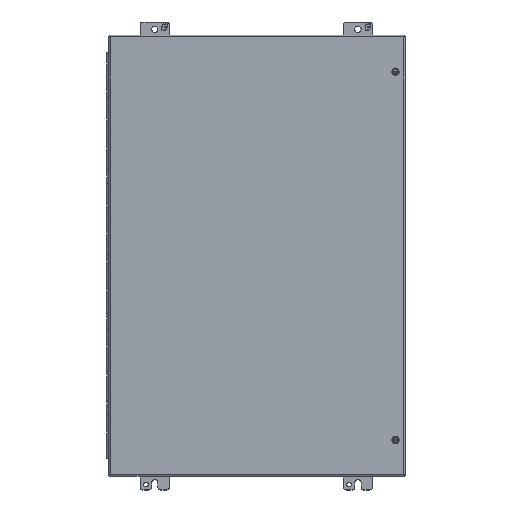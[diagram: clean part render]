
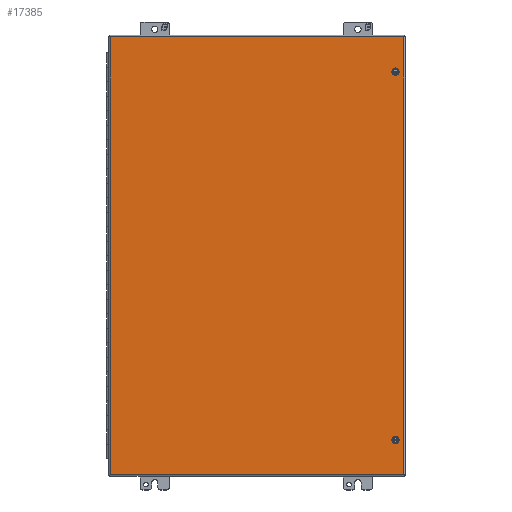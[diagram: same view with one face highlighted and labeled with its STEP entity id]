
A CAD part, top view. The second image highlights one B-rep face of the part: STEP entity #17385.
In plain terms, the highlighted planar face has unit normal (0, 0, 1).
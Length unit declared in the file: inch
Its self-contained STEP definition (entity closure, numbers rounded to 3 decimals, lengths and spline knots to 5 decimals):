
#441 = EDGE_CURVE ( 'NONE', #2700, #13202, #12007, .T. ) ;
#1059 = AXIS2_PLACEMENT_3D ( 'NONE', #25154, #6271, #1619 ) ;
#1362 = EDGE_CURVE ( 'NONE', #7102, #28494, #3203, .T. ) ;
#1452 = DIRECTION ( 'NONE',  ( 0., -1., 0. ) ) ;
#1619 = DIRECTION ( 'NONE',  ( 0., -1., 0. ) ) ;
#2508 = DIRECTION ( 'NONE',  ( -1., 0., 0. ) ) ;
#2633 = CARTESIAN_POINT ( 'NONE',  ( -10.05202, 15.0795, 9.172 ) ) ;
#2700 = VERTEX_POINT ( 'NONE', #10639 ) ;
#3129 = LINE ( 'NONE', #27094, #9667 ) ;
#3203 = LINE ( 'NONE', #16313, #25359 ) ;
#3233 = VERTEX_POINT ( 'NONE', #24997 ) ;
#3628 = CARTESIAN_POINT ( 'NONE',  ( 10.16998, -15.0795, 9.172 ) ) ;
#3630 = CARTESIAN_POINT ( 'NONE',  ( 9.58998, 12.8195, 9.172 ) ) ;
#3849 = CARTESIAN_POINT ( 'NONE',  ( 9.58998, 12.6865, 9.172 ) ) ;
#3926 = CARTESIAN_POINT ( 'NONE',  ( -10.05202, -15.0795, 9.172 ) ) ;
#4390 = CARTESIAN_POINT ( 'NONE',  ( -10.05202, -15.0795, 9.172 ) ) ;
#4644 = FACE_BOUND ( 'NONE', #16006, .T. ) ;
#5753 = AXIS2_PLACEMENT_3D ( 'NONE', #24576, #21940, #20122 ) ;
#5783 = VERTEX_POINT ( 'NONE', #3628 ) ;
#6271 = DIRECTION ( 'NONE',  ( 0., 0., 1. ) ) ;
#6471 = DIRECTION ( 'NONE',  ( 0., -1., 0. ) ) ;
#7102 = VERTEX_POINT ( 'NONE', #8566 ) ;
#7592 = CARTESIAN_POINT ( 'NONE',  ( 10.16998, -15.0795, 9.172 ) ) ;
#7703 = ORIENTED_EDGE ( 'NONE', *, *, #1362, .T. ) ;
#8566 = CARTESIAN_POINT ( 'NONE',  ( 10.16998, 15.0795, 9.172 ) ) ;
#9651 = ORIENTED_EDGE ( 'NONE', *, *, #27791, .T. ) ;
#9667 = VECTOR ( 'NONE', #15305, 39.37008 ) ;
#9711 = VERTEX_POINT ( 'NONE', #3926 ) ;
#10639 = CARTESIAN_POINT ( 'NONE',  ( 9.58998, -12.8195, 9.172 ) ) ;
#11934 = EDGE_CURVE ( 'NONE', #25169, #3233, #14574, .T. ) ;
#12007 = CIRCLE ( 'NONE', #5753, 0.133 ) ;
#12842 = ORIENTED_EDGE ( 'NONE', *, *, #20279, .T. ) ;
#13050 = EDGE_LOOP ( 'NONE', ( #23615, #27012 ) ) ;
#13202 = VERTEX_POINT ( 'NONE', #18305 ) ;
#13335 = CARTESIAN_POINT ( 'NONE',  ( 9.58998, -12.6865, 9.172 ) ) ;
#13894 = AXIS2_PLACEMENT_3D ( 'NONE', #3849, #27100, #29587 ) ;
#14407 = EDGE_CURVE ( 'NONE', #3233, #25169, #27333, .T. ) ;
#14574 = CIRCLE ( 'NONE', #13894, 0.133 ) ;
#15305 = DIRECTION ( 'NONE',  ( 1., 0., 0. ) ) ;
#15319 = DIRECTION ( 'NONE',  ( 0., 0., -1. ) ) ;
#15446 = LINE ( 'NONE', #7592, #18012 ) ;
#16006 = EDGE_LOOP ( 'NONE', ( #29607, #29318 ) ) ;
#16020 = CIRCLE ( 'NONE', #21976, 0.133 ) ;
#16313 = CARTESIAN_POINT ( 'NONE',  ( -10.05202, 15.0795, 9.172 ) ) ;
#16648 = FACE_OUTER_BOUND ( 'NONE', #28848, .T. ) ;
#17385 = ADVANCED_FACE ( 'NONE', ( #16648, #4644, #19189 ), #18059, .T. ) ;
#18012 = VECTOR ( 'NONE', #21425, 39.37008 ) ;
#18059 = PLANE ( 'NONE',  #1059 ) ;
#18305 = CARTESIAN_POINT ( 'NONE',  ( 9.58998, -12.5535, 9.172 ) ) ;
#18675 = EDGE_CURVE ( 'NONE', #5783, #7102, #15446, .T. ) ;
#19189 = FACE_BOUND ( 'NONE', #13050, .T. ) ;
#19635 = AXIS2_PLACEMENT_3D ( 'NONE', #20001, #15319, #6471 ) ;
#20001 = CARTESIAN_POINT ( 'NONE',  ( 9.58998, 12.6865, 9.172 ) ) ;
#20122 = DIRECTION ( 'NONE',  ( 0., -1., 0. ) ) ;
#20279 = EDGE_CURVE ( 'NONE', #9711, #5783, #3129, .T. ) ;
#20374 = VECTOR ( 'NONE', #27749, 39.37008 ) ;
#21425 = DIRECTION ( 'NONE',  ( 0., 1., 0. ) ) ;
#21940 = DIRECTION ( 'NONE',  ( 0., 0., -1. ) ) ;
#21976 = AXIS2_PLACEMENT_3D ( 'NONE', #13335, #27043, #1452 ) ;
#23566 = ORIENTED_EDGE ( 'NONE', *, *, #18675, .T. ) ;
#23615 = ORIENTED_EDGE ( 'NONE', *, *, #441, .T. ) ;
#24576 = CARTESIAN_POINT ( 'NONE',  ( 9.58998, -12.6865, 9.172 ) ) ;
#24997 = CARTESIAN_POINT ( 'NONE',  ( 9.58998, 12.5535, 9.172 ) ) ;
#25154 = CARTESIAN_POINT ( 'NONE',  ( -10.05202, -15.0795, 9.172 ) ) ;
#25169 = VERTEX_POINT ( 'NONE', #3630 ) ;
#25359 = VECTOR ( 'NONE', #2508, 39.37008 ) ;
#27012 = ORIENTED_EDGE ( 'NONE', *, *, #27578, .T. ) ;
#27043 = DIRECTION ( 'NONE',  ( 0., 0., -1. ) ) ;
#27094 = CARTESIAN_POINT ( 'NONE',  ( -10.05202, -15.0795, 9.172 ) ) ;
#27100 = DIRECTION ( 'NONE',  ( 0., 0., -1. ) ) ;
#27333 = CIRCLE ( 'NONE', #19635, 0.133 ) ;
#27578 = EDGE_CURVE ( 'NONE', #13202, #2700, #16020, .T. ) ;
#27749 = DIRECTION ( 'NONE',  ( 0., -1., 0. ) ) ;
#27791 = EDGE_CURVE ( 'NONE', #28494, #9711, #29108, .T. ) ;
#28494 = VERTEX_POINT ( 'NONE', #2633 ) ;
#28848 = EDGE_LOOP ( 'NONE', ( #23566, #7703, #9651, #12842 ) ) ;
#29108 = LINE ( 'NONE', #4390, #20374 ) ;
#29318 = ORIENTED_EDGE ( 'NONE', *, *, #11934, .T. ) ;
#29587 = DIRECTION ( 'NONE',  ( 0., -1., 0. ) ) ;
#29607 = ORIENTED_EDGE ( 'NONE', *, *, #14407, .T. ) ;
